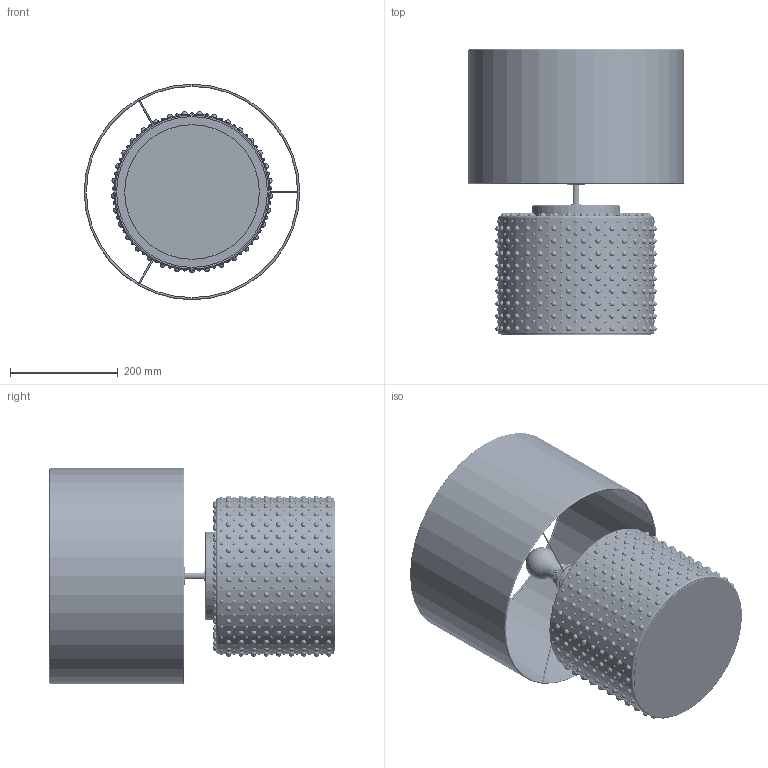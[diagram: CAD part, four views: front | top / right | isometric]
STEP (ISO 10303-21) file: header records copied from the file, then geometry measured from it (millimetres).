
FILE_DESCRIPTION (( 'STEP AP214' ), '1' );
FILE_NAME ('CL 20 TL EDIT.STEP', '2025-03-21T14:58:16', ( '' ), ( '' ), 'SwSTEP 2.0', 'SolidWorks 2024', '' );
FILE_SCHEMA (( 'AUTOMOTIVE_DESIGN' ));
Length unit declared in the file: millimetre
Products named in the file (3): QCY 16; CL 20 TL EDIT; CL 20 TL
Assembly tree (2 placements, depth 2):
  CL 20 TL EDIT
    CL 20 TL
    QCY 16
Bounding box: 400 x 530 x 400 mm (x, y, z)
Volume: 190489.7 mm3; surface area: 1120436.6 mm2
Topology: 5 solids, 727 shells, 1896 faces, 6001 edges, 3697 vertices
Faces by surface type: sphere 848, bspline 606, cylinder 367, torus 50, plane 23, cone 2
Entity records: 158494 total; most frequent: CARTESIAN_POINT 118786, DIRECTION 8392, ORIENTED_EDGE 6925, EDGE_CURVE 4590, AXIS2_PLACEMENT_3D 4089, VERTEX_POINT 3134, CIRCLE 2793, EDGE_LOOP 1911
